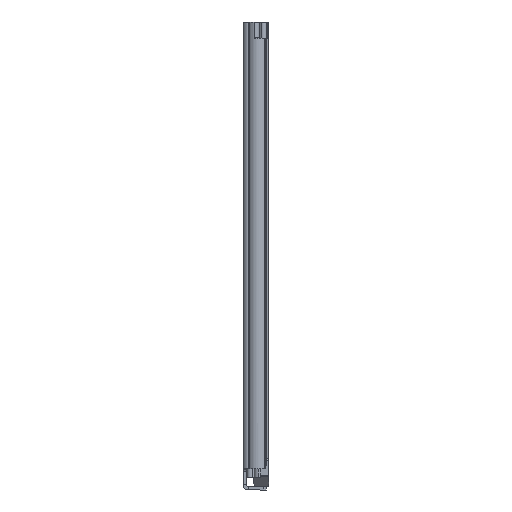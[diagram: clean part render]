
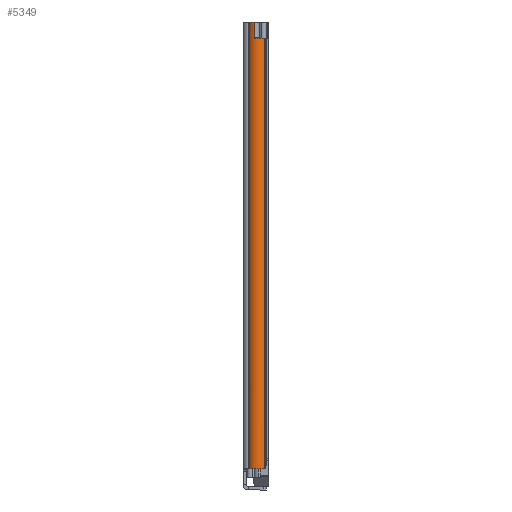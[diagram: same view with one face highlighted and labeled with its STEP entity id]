
A CAD part, front view. The second image highlights one B-rep face of the part: STEP entity #5349.
In plain terms, the highlighted cylindrical face has radius 7.6 mm (diameter 15.2 mm), a partial arc.
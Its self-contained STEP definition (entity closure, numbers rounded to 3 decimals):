
#358 = EDGE_CURVE ( 'NONE', #2640, #1730, #5573, .T. ) ;
#398 = AXIS2_PLACEMENT_3D ( 'NONE', #10858, #11024, #1950 ) ;
#903 = DIRECTION ( 'NONE',  ( 0., 0., 1. ) ) ;
#910 = VERTEX_POINT ( 'NONE', #13519 ) ;
#1611 = VERTEX_POINT ( 'NONE', #15315 ) ;
#1640 = DIRECTION ( 'NONE',  ( 0., 0., 1. ) ) ;
#1723 = FACE_OUTER_BOUND ( 'NONE', #5199, .T. ) ;
#1730 = VERTEX_POINT ( 'NONE', #9357 ) ;
#1950 = DIRECTION ( 'NONE',  ( 1., 0., 0. ) ) ;
#2640 = VERTEX_POINT ( 'NONE', #5193 ) ;
#2735 = DIRECTION ( 'NONE',  ( 1., 0., 0. ) ) ;
#3189 = EDGE_CURVE ( 'NONE', #910, #1611, #15692, .T. ) ;
#3354 = DIRECTION ( 'NONE',  ( 1., 0., 0. ) ) ;
#3487 = EDGE_CURVE ( 'NONE', #8461, #13721, #14893, .T. ) ;
#3851 = CARTESIAN_POINT ( 'NONE',  ( 16.488, -35.307, -339.6 ) ) ;
#4087 = EDGE_CURVE ( 'NONE', #2640, #910, #7299, .T. ) ;
#4158 = CYLINDRICAL_SURFACE ( 'NONE', #8287, 7.6 ) ;
#5193 = CARTESIAN_POINT ( 'NONE',  ( 8.413, -37.778, -12.2 ) ) ;
#5199 = EDGE_LOOP ( 'NONE', ( #15903, #13551, #12161, #5512, #9639, #7390 ) ) ;
#5260 = CARTESIAN_POINT ( 'NONE',  ( 10.602, -30.5, -355.6 ) ) ;
#5349 = ADVANCED_FACE ( 'NONE', ( #1723 ), #4158, .T. ) ;
#5512 = ORIENTED_EDGE ( 'NONE', *, *, #4087, .T. ) ;
#5573 = CIRCLE ( 'NONE', #12301, 7.6 ) ;
#5898 = CARTESIAN_POINT ( 'NONE',  ( 10.602, -30.5, -339.6 ) ) ;
#7299 = LINE ( 'NONE', #13913, #11953 ) ;
#7390 = ORIENTED_EDGE ( 'NONE', *, *, #12038, .F. ) ;
#7516 = DIRECTION ( 'NONE',  ( 0., 0., 1. ) ) ;
#7956 = DIRECTION ( 'NONE',  ( 0., 0., 1. ) ) ;
#8287 = AXIS2_PLACEMENT_3D ( 'NONE', #5260, #1640, #9302 ) ;
#8461 = VERTEX_POINT ( 'NONE', #9828 ) ;
#8990 = AXIS2_PLACEMENT_3D ( 'NONE', #5898, #11007, #3354 ) ;
#9302 = DIRECTION ( 'NONE',  ( 1., 0., 0. ) ) ;
#9357 = CARTESIAN_POINT ( 'NONE',  ( 16.488, -35.307, -12.2 ) ) ;
#9639 = ORIENTED_EDGE ( 'NONE', *, *, #3189, .T. ) ;
#9641 = VECTOR ( 'NONE', #15222, 1000. ) ;
#9828 = CARTESIAN_POINT ( 'NONE',  ( 5.244, -35.891, -339.6 ) ) ;
#10858 = CARTESIAN_POINT ( 'NONE',  ( 10.602, -30.5, 0. ) ) ;
#11007 = DIRECTION ( 'NONE',  ( 0., 0., 1. ) ) ;
#11024 = DIRECTION ( 'NONE',  ( 0., 0., -1. ) ) ;
#11518 = CARTESIAN_POINT ( 'NONE',  ( 5.244, -35.891, -355.6 ) ) ;
#11953 = VECTOR ( 'NONE', #903, 1000. ) ;
#12038 = EDGE_CURVE ( 'NONE', #8461, #1611, #14194, .T. ) ;
#12161 = ORIENTED_EDGE ( 'NONE', *, *, #358, .F. ) ;
#12301 = AXIS2_PLACEMENT_3D ( 'NONE', #14233, #7956, #2735 ) ;
#13519 = CARTESIAN_POINT ( 'NONE',  ( 8.413, -37.778, 0. ) ) ;
#13551 = ORIENTED_EDGE ( 'NONE', *, *, #15552, .T. ) ;
#13721 = VERTEX_POINT ( 'NONE', #3851 ) ;
#13794 = LINE ( 'NONE', #13957, #13896 ) ;
#13896 = VECTOR ( 'NONE', #7516, 1000. ) ;
#13913 = CARTESIAN_POINT ( 'NONE',  ( 8.413, -37.778, -355.6 ) ) ;
#13957 = CARTESIAN_POINT ( 'NONE',  ( 16.488, -35.307, -355.6 ) ) ;
#14194 = LINE ( 'NONE', #11518, #9641 ) ;
#14233 = CARTESIAN_POINT ( 'NONE',  ( 10.602, -30.5, -12.2 ) ) ;
#14893 = CIRCLE ( 'NONE', #8990, 7.6 ) ;
#15222 = DIRECTION ( 'NONE',  ( 0., 0., 1. ) ) ;
#15315 = CARTESIAN_POINT ( 'NONE',  ( 5.244, -35.891, 0. ) ) ;
#15552 = EDGE_CURVE ( 'NONE', #13721, #1730, #13794, .T. ) ;
#15692 = CIRCLE ( 'NONE', #398, 7.6 ) ;
#15903 = ORIENTED_EDGE ( 'NONE', *, *, #3487, .T. ) ;
